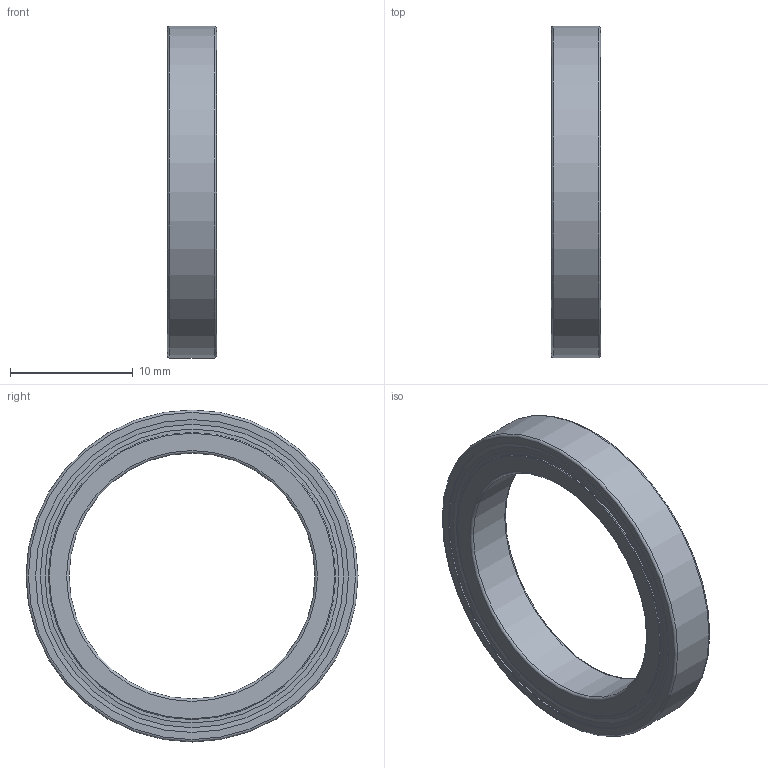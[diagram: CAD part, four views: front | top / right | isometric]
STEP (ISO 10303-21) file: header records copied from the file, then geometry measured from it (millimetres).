
FILE_DESCRIPTION( ( 'STEP AP214' ), '1' );
FILE_NAME( 'SKF_W 61704-2RS1.stp', '2021-04-30T20:47:40', ( 'License CC BY-ND 4.0' ), ( 'CADENAS' ), ' ', 'PARTsolutions', ' ' );
FILE_SCHEMA( ( 'AUTOMOTIVE_DESIGN { 1 0 10303 214 1 1 1 1 }' ) );
Length unit declared in the file: millimetre
Products named in the file (5): SKF_W 61704-2RS1; _SKF_W 61704-2RS1_PART1; _SKF_W 61704-2RS1_PART2; _SKF_W 61704-2RS1_PART3; _SKF_W 61704-2RS1_PART4
Assembly tree (38 placements, depth 2):
  SKF_W 61704-2RS1
    _SKF_W 61704-2RS1_PART1
    _SKF_W 61704-2RS1_PART2
    _SKF_W 61704-2RS1_PART3  x18
    _SKF_W 61704-2RS1_PART4  x18
Bounding box: 4 x 27 x 27 mm (x, y, z)
Volume: 793.2 mm3; surface area: 2119.8 mm2
Topology: 20 solids, 20 shells, 58 faces, 128 edges, 96 vertices
Faces by surface type: sphere 18, cylinder 12, cone 10, torus 10, plane 8
Full cylindrical faces by diameter (mm): 20 x1, 23.36 x4, 24.6 x2, 25.44 x4, 27 x1
Entity records: 1532 total; most frequent: DIRECTION 240, CARTESIAN_POINT 166, AXIS2_PLACEMENT_3D 120, EDGE_LOOP 80, ORIENTED_EDGE 80, FACE_OUTER_BOUND 62, VERTEX_POINT 45, PRODUCT_DEFINITION_SHAPE 43
